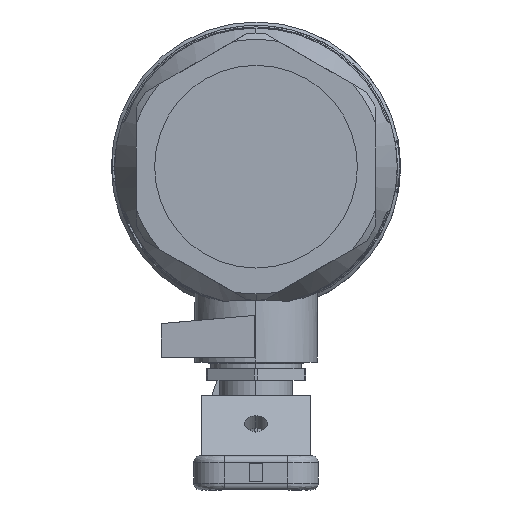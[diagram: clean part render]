
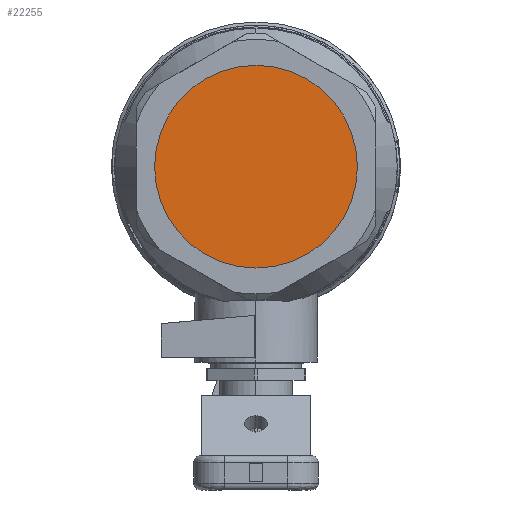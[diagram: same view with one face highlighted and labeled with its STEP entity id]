
A CAD part, left-side view. The second image highlights one B-rep face of the part: STEP entity #22255.
In plain terms, the highlighted planar face has unit normal (-1, 0, 0).
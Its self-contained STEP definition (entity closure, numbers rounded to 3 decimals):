
#4651 = CARTESIAN_POINT ( 'NONE',  ( 15., 0., 0. ) ) ;
#4652 = DIRECTION ( 'NONE',  ( -1., 0., 0. ) ) ;
#4653 = DIRECTION ( 'NONE',  ( 0., 0., 1. ) ) ;
#4971 = AXIS2_PLACEMENT_3D ( 'NONE', #4651, #4652, #4653 ) ;
#5087 = AXIS2_PLACEMENT_3D ( 'NONE', #12975, #12976, #12977 ) ;
#10819 = CIRCLE ( 'NONE', #5087, 22.422 ) ;
#12975 = CARTESIAN_POINT ( 'NONE',  ( 15., 0., 0. ) ) ;
#12976 = DIRECTION ( 'NONE',  ( -1., 0., 0. ) ) ;
#12977 = DIRECTION ( 'NONE',  ( 0., 0., 1. ) ) ;
#13300 = EDGE_CURVE ( 'NONE', #41500, #41496, #29889, .T. ) ;
#15659 = EDGE_CURVE ( 'NONE', #41496, #41500, #10819, .T. ) ;
#22255 = ADVANCED_FACE ( 'NONE', ( #29813 ), #33656, .T. ) ;
#23699 = EDGE_LOOP ( 'NONE', ( #24081, #24083 ) ) ;
#24081 = ORIENTED_EDGE ( 'NONE', *, *, #13300, .T. ) ;
#24083 = ORIENTED_EDGE ( 'NONE', *, *, #15659, .T. ) ;
#28204 = AXIS2_PLACEMENT_3D ( 'NONE', #33658, #33681, #33682 ) ;
#29813 = FACE_OUTER_BOUND ( 'NONE', #23699, .T. ) ;
#29889 = CIRCLE ( 'NONE', #4971, 22.422 ) ;
#33656 = PLANE ( 'NONE',  #28204 ) ;
#33658 = CARTESIAN_POINT ( 'NONE',  ( 15., 0., 0. ) ) ;
#33681 = DIRECTION ( 'NONE',  ( -1., 0., 0. ) ) ;
#33682 = DIRECTION ( 'NONE',  ( 0., 0., 1. ) ) ;
#40766 = CARTESIAN_POINT ( 'NONE',  ( 15., 0., -22.422 ) ) ;
#40768 = CARTESIAN_POINT ( 'NONE',  ( 15., 0., 22.422 ) ) ;
#41496 = VERTEX_POINT ( 'NONE', #40766 ) ;
#41500 = VERTEX_POINT ( 'NONE', #40768 ) ;
